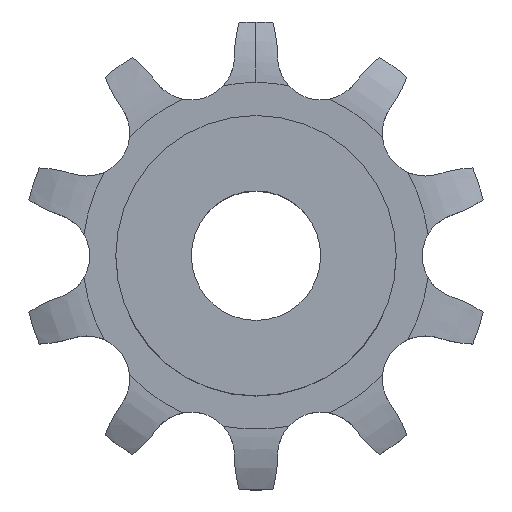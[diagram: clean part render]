
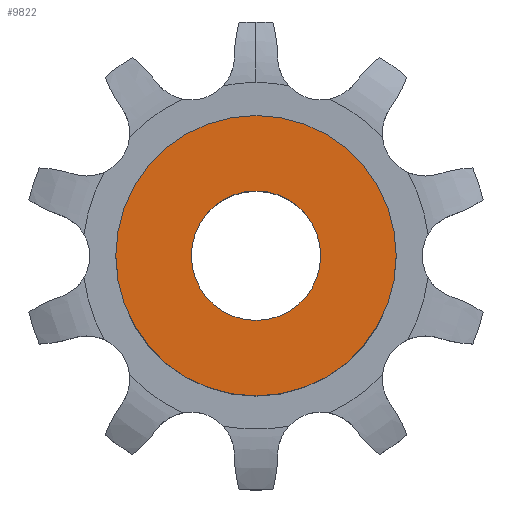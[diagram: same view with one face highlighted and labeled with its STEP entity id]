
A CAD part, top view. The second image highlights one B-rep face of the part: STEP entity #9822.
In plain terms, the highlighted planar face has unit normal (0, 0, 1).
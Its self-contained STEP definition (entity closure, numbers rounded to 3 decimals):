
#1750 = CYLINDRICAL_SURFACE('',#1751,3.);
#1751 = AXIS2_PLACEMENT_3D('',#1752,#1753,#1754);
#1752 = CARTESIAN_POINT('',(0.,0.,32.486));
#1753 = DIRECTION('',(0.,0.,1.));
#1754 = DIRECTION('',(1.,0.,-0.));
#3094 = CYLINDRICAL_SURFACE('',#3095,6.5);
#3095 = AXIS2_PLACEMENT_3D('',#3096,#3097,#3098);
#3096 = CARTESIAN_POINT('',(0.,0.,0.));
#3097 = DIRECTION('',(-0.,-0.,-1.));
#3098 = DIRECTION('',(1.,0.,0.));
#7898 = EDGE_CURVE('',#7899,#7899,#7901,.T.);
#7899 = VERTEX_POINT('',#7900);
#7900 = CARTESIAN_POINT('',(3.,0.,8.7));
#7901 = SURFACE_CURVE('',#7902,(#7907,#7914),.PCURVE_S1.);
#7902 = CIRCLE('',#7903,3.);
#7903 = AXIS2_PLACEMENT_3D('',#7904,#7905,#7906);
#7904 = CARTESIAN_POINT('',(0.,0.,8.7));
#7905 = DIRECTION('',(0.,0.,1.));
#7906 = DIRECTION('',(1.,0.,-0.));
#7907 = PCURVE('',#1750,#7908);
#7908 = DEFINITIONAL_REPRESENTATION('',(#7909),#7913);
#7909 = LINE('',#7910,#7911);
#7910 = CARTESIAN_POINT('',(0.,-23.786));
#7911 = VECTOR('',#7912,1.);
#7912 = DIRECTION('',(1.,0.));
#7913 = ( GEOMETRIC_REPRESENTATION_CONTEXT(2) 
PARAMETRIC_REPRESENTATION_CONTEXT() REPRESENTATION_CONTEXT('2D SPACE',''
  ) );
#7914 = PCURVE('',#7915,#7920);
#7915 = PLANE('',#7916);
#7916 = AXIS2_PLACEMENT_3D('',#7917,#7918,#7919);
#7917 = CARTESIAN_POINT('',(0.,0.,8.7));
#7918 = DIRECTION('',(-0.,0.,1.));
#7919 = DIRECTION('',(0.,-1.,0.));
#7920 = DEFINITIONAL_REPRESENTATION('',(#7921),#7925);
#7921 = CIRCLE('',#7922,3.);
#7922 = AXIS2_PLACEMENT_2D('',#7923,#7924);
#7923 = CARTESIAN_POINT('',(0.,0.));
#7924 = DIRECTION('',(0.,1.));
#7925 = ( GEOMETRIC_REPRESENTATION_CONTEXT(2) 
PARAMETRIC_REPRESENTATION_CONTEXT() REPRESENTATION_CONTEXT('2D SPACE',''
  ) );
#9166 = VERTEX_POINT('',#9167);
#9167 = CARTESIAN_POINT('',(6.5,0.,8.7));
#9188 = EDGE_CURVE('',#9166,#9166,#9189,.T.);
#9189 = SURFACE_CURVE('',#9190,(#9195,#9202),.PCURVE_S1.);
#9190 = CIRCLE('',#9191,6.5);
#9191 = AXIS2_PLACEMENT_3D('',#9192,#9193,#9194);
#9192 = CARTESIAN_POINT('',(0.,0.,8.7));
#9193 = DIRECTION('',(0.,0.,1.));
#9194 = DIRECTION('',(1.,0.,0.));
#9195 = PCURVE('',#3094,#9196);
#9196 = DEFINITIONAL_REPRESENTATION('',(#9197),#9201);
#9197 = LINE('',#9198,#9199);
#9198 = CARTESIAN_POINT('',(-0.,-8.7));
#9199 = VECTOR('',#9200,1.);
#9200 = DIRECTION('',(-1.,0.));
#9201 = ( GEOMETRIC_REPRESENTATION_CONTEXT(2) 
PARAMETRIC_REPRESENTATION_CONTEXT() REPRESENTATION_CONTEXT('2D SPACE',''
  ) );
#9202 = PCURVE('',#7915,#9203);
#9203 = DEFINITIONAL_REPRESENTATION('',(#9204),#9208);
#9204 = CIRCLE('',#9205,6.5);
#9205 = AXIS2_PLACEMENT_2D('',#9206,#9207);
#9206 = CARTESIAN_POINT('',(0.,0.));
#9207 = DIRECTION('',(0.,1.));
#9208 = ( GEOMETRIC_REPRESENTATION_CONTEXT(2) 
PARAMETRIC_REPRESENTATION_CONTEXT() REPRESENTATION_CONTEXT('2D SPACE',''
  ) );
#9822 = ADVANCED_FACE('',(#9823,#9826),#7915,.T.);
#9823 = FACE_BOUND('',#9824,.T.);
#9824 = EDGE_LOOP('',(#9825));
#9825 = ORIENTED_EDGE('',*,*,#9188,.T.);
#9826 = FACE_BOUND('',#9827,.T.);
#9827 = EDGE_LOOP('',(#9828));
#9828 = ORIENTED_EDGE('',*,*,#7898,.F.);
